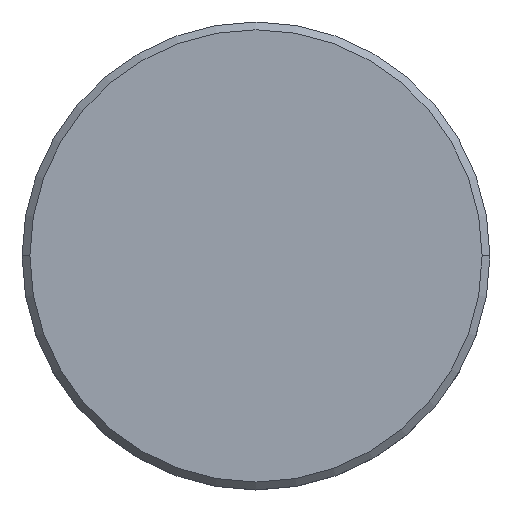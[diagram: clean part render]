
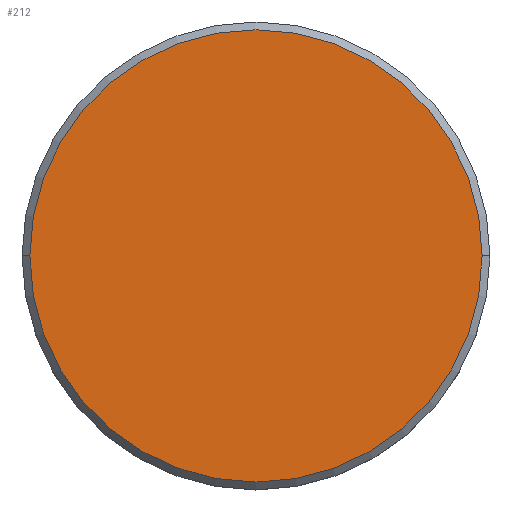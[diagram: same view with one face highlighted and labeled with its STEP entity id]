
A CAD part, top view. The second image highlights one B-rep face of the part: STEP entity #212.
In plain terms, the highlighted planar face has unit normal (0, 0, 1).
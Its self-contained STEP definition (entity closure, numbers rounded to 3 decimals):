
#24 = EDGE_CURVE ( 'NONE', #1016, #445, #1092, .T. ) ;
#38 = AXIS2_PLACEMENT_3D ( 'NONE', #254, #158, #502 ) ;
#73 = CARTESIAN_POINT ( 'NONE',  ( 0., 0., 0. ) ) ;
#158 = DIRECTION ( 'NONE',  ( 0., 0., 1. ) ) ;
#164 = EDGE_LOOP ( 'NONE', ( #1164, #1123 ) ) ;
#198 = DIRECTION ( 'NONE',  ( 0., 0., 1. ) ) ;
#212 = ADVANCED_FACE ( 'NONE', ( #468 ), #1020, .T. ) ;
#254 = CARTESIAN_POINT ( 'NONE',  ( 0., 0., 0. ) ) ;
#442 = CARTESIAN_POINT ( 'NONE',  ( 14.5, 0., 0. ) ) ;
#445 = VERTEX_POINT ( 'NONE', #700 ) ;
#468 = FACE_OUTER_BOUND ( 'NONE', #164, .T. ) ;
#476 = DIRECTION ( 'NONE',  ( 1., 0., 0. ) ) ;
#494 = AXIS2_PLACEMENT_3D ( 'NONE', #73, #1064, #1093 ) ;
#502 = DIRECTION ( 'NONE',  ( 1., 0., 0. ) ) ;
#654 = CIRCLE ( 'NONE', #38, 14.5 ) ;
#700 = CARTESIAN_POINT ( 'NONE',  ( -14.5, 0., 0. ) ) ;
#753 = CARTESIAN_POINT ( 'NONE',  ( 0., 0., 0. ) ) ;
#778 = AXIS2_PLACEMENT_3D ( 'NONE', #753, #198, #476 ) ;
#909 = EDGE_CURVE ( 'NONE', #445, #1016, #654, .T. ) ;
#1016 = VERTEX_POINT ( 'NONE', #442 ) ;
#1020 = PLANE ( 'NONE',  #778 ) ;
#1064 = DIRECTION ( 'NONE',  ( 0., 0., 1. ) ) ;
#1092 = CIRCLE ( 'NONE', #494, 14.5 ) ;
#1093 = DIRECTION ( 'NONE',  ( 1., 0., 0. ) ) ;
#1123 = ORIENTED_EDGE ( 'NONE', *, *, #24, .T. ) ;
#1164 = ORIENTED_EDGE ( 'NONE', *, *, #909, .T. ) ;
